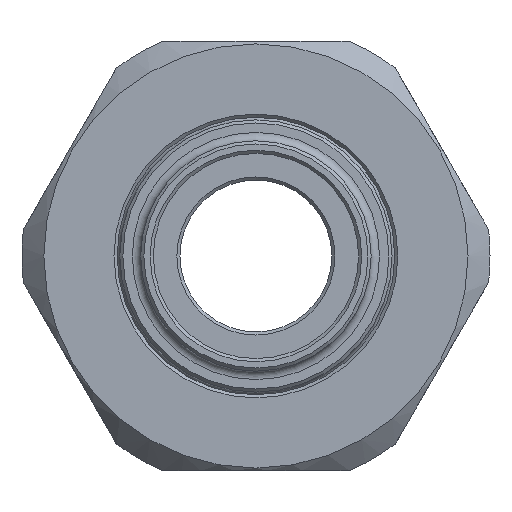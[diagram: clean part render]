
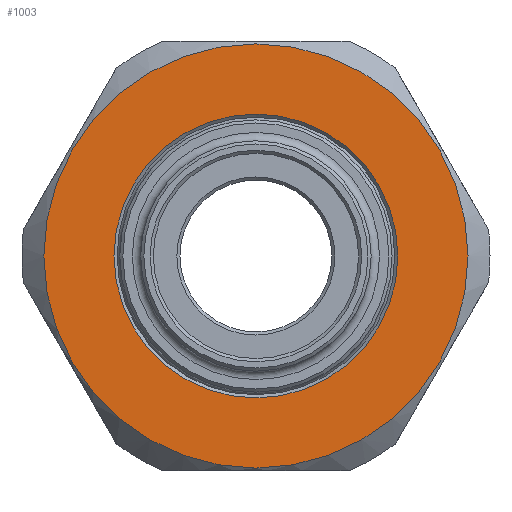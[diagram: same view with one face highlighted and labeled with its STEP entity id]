
A CAD part, left-side view. The second image highlights one B-rep face of the part: STEP entity #1003.
In plain terms, the highlighted planar face has unit normal (-1, 0, 0).
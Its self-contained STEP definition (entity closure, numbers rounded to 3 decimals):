
#41=FACE_BOUND('',#193,.T.);
#95=PLANE('',#1162);
#130=FACE_OUTER_BOUND('',#192,.T.);
#192=EDGE_LOOP('',(#769));
#193=EDGE_LOOP('',(#770));
#355=CIRCLE('',#1142,20.25);
#365=CIRCLE('',#1161,13.55);
#448=VERTEX_POINT('',#1716);
#457=VERTEX_POINT('',#1751);
#560=EDGE_CURVE('',#448,#448,#355,.T.);
#574=EDGE_CURVE('',#457,#457,#365,.T.);
#769=ORIENTED_EDGE('',*,*,#560,.T.);
#770=ORIENTED_EDGE('',*,*,#574,.F.);
#1003=ADVANCED_FACE('',(#130,#41),#95,.T.);
#1142=AXIS2_PLACEMENT_3D('',#1718,#1333,#1334);
#1161=AXIS2_PLACEMENT_3D('',#1752,#1374,#1375);
#1162=AXIS2_PLACEMENT_3D('',#1754,#1377,#1378);
#1333=DIRECTION('center_axis',(-1.,0.,0.));
#1334=DIRECTION('ref_axis',(0.,1.,0.));
#1374=DIRECTION('center_axis',(-1.,0.,0.));
#1375=DIRECTION('ref_axis',(0.,0.,-1.));
#1377=DIRECTION('center_axis',(-1.,0.,0.));
#1378=DIRECTION('ref_axis',(0.,0.,1.));
#1716=CARTESIAN_POINT('',(-16.,-20.25,0.));
#1718=CARTESIAN_POINT('Origin',(-16.,0.,0.));
#1751=CARTESIAN_POINT('',(-16.,0.,13.55));
#1752=CARTESIAN_POINT('Origin',(-16.,0.,0.));
#1754=CARTESIAN_POINT('Origin',(-16.,0.,0.));
